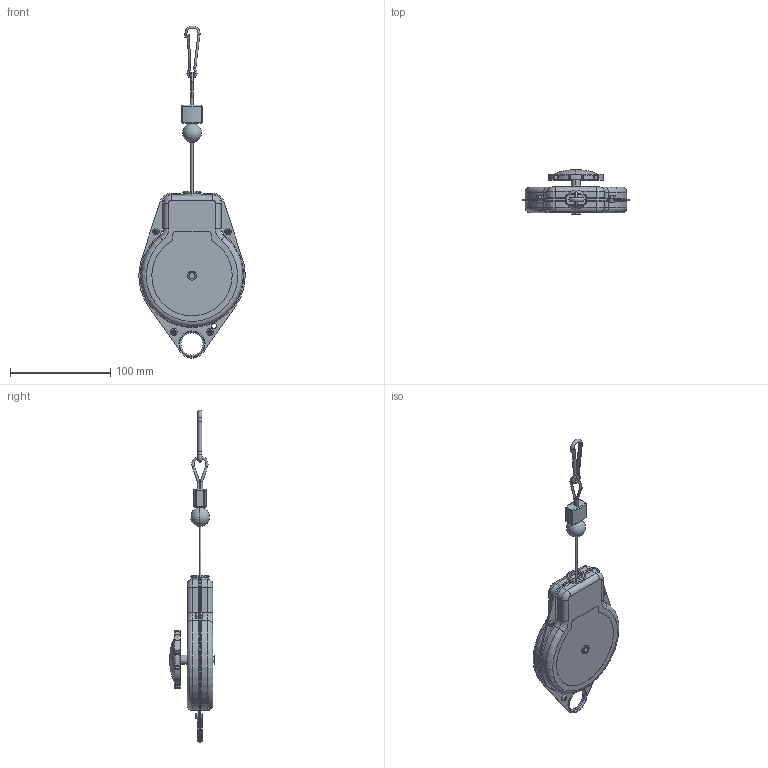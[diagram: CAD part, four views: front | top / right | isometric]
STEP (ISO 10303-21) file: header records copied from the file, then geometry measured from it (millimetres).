
FILE_DESCRIPTION((''),'2;1');
FILE_NAME('TMP164254_SW','2010-07-21T',('tooextcsr'),(''),'PRO/ENGINEER BY PARAMETRIC TECHNOLOGY CORPORATION, 2008310','PRO/ENGINEER BY PARAMETRIC TECHNOLOGY CORPORATION, 2008310','');
FILE_SCHEMA(('CONFIG_CONTROL_DESIGN', 'GEOMETRIC_VALIDATION_PROPERTIES_MIM'));
Length unit declared in the file: millimetre
Products named in the file (1): TMP164254_SW
Bounding box: 106 x 44 x 330.65 mm (x, y, z)
Surface area: 44807.1 mm2 (no closed solid volume)
Topology: 0 solids, 29 shells, 293 faces, 1076 edges, 788 vertices
Faces by surface type: cylinder 121, plane 95, torus 51, sphere 10, bspline 8, cone 8
Entity records: 13864 total; most frequent: CARTESIAN_POINT 3135, DIRECTION 1974, ORIENTED_EDGE 1661, EDGE_CURVE 1076, AXIS2_PLACEMENT_3D 797, VERTEX_POINT 788, CIRCLE 512, VECTOR 380
